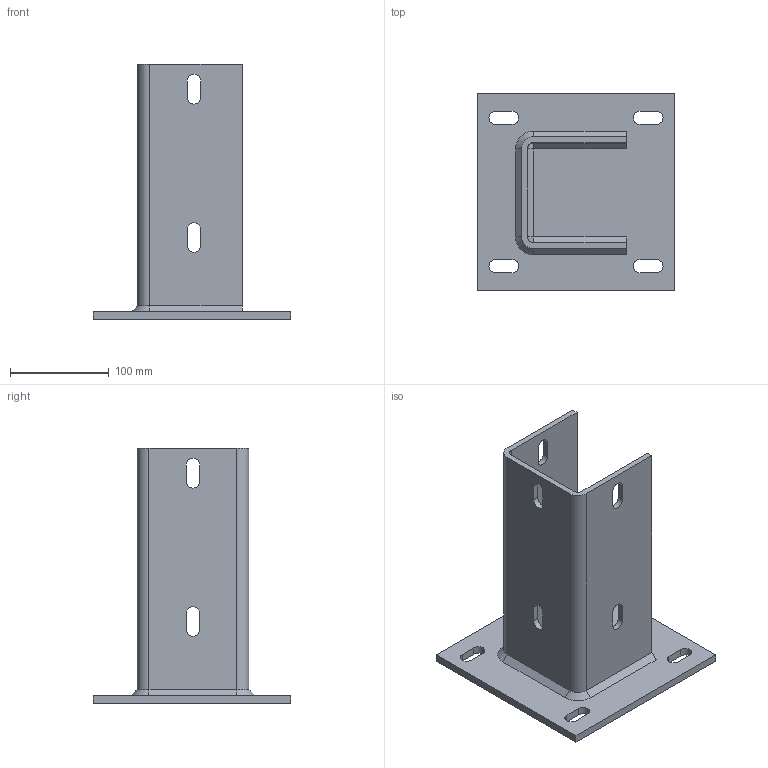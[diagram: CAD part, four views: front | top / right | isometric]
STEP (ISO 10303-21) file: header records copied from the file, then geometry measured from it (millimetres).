
FILE_DESCRIPTION((''),'2;1');
FILE_NAME('131635.stp','2010-07-15T10:48:49',('DMK009'),(''),'Autodesk Inventor 2010','Autodesk Inventor 2010','');
FILE_SCHEMA(('AUTOMOTIVE_DESIGN { 1 0 10303 214 1 1 1 1 }'));
Length unit declared in the file: millimetre
Products named in the file (1): 131635
Bounding box: 200 x 200 x 258 mm (x, y, z)
Volume: 763794.7 mm3; surface area: 237935.1 mm2
Topology: 1 solids, 1 shells, 73 faces, 196 edges, 126 vertices
Faces by surface type: plane 47, cylinder 24, cone 2
Entity records: 2402 total; most frequent: CARTESIAN_POINT 396, DIRECTION 394, ORIENTED_EDGE 392, EDGE_CURVE 196, VECTOR 146, LINE 146, VERTEX_POINT 126, AXIS2_PLACEMENT_3D 124
